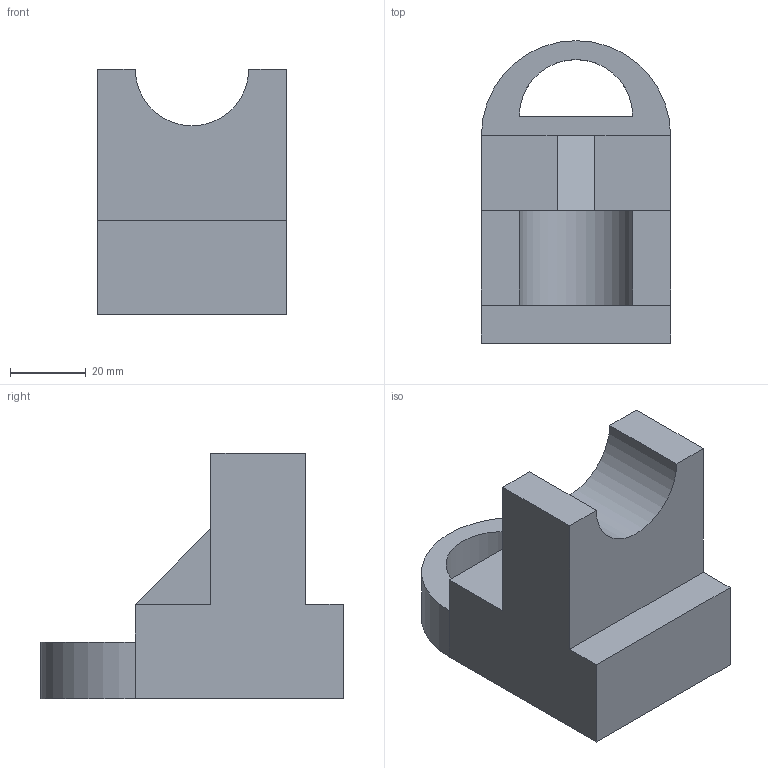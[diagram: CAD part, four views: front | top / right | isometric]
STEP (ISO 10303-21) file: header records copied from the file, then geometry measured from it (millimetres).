
FILE_DESCRIPTION (( 'STEP AP214' ), '1' );
FILE_NAME ('Part5.STEP', '2025-07-08T09:16:07', ( '' ), ( '' ), 'SwSTEP 2.0', 'SolidWorks 2024', '' );
FILE_SCHEMA (( 'AUTOMOTIVE_DESIGN' ));
Length unit declared in the file: millimetre
Products named in the file (1): Part5
Bounding box: 50 x 80 x 65 mm (x, y, z)
Volume: 121339 mm3; surface area: 19595.7 mm2
Topology: 1 solids, 1 shells, 20 faces, 50 edges, 32 vertices
Faces by surface type: plane 17, cylinder 3
Entity records: 615 total; most frequent: CARTESIAN_POINT 103, ORIENTED_EDGE 100, DIRECTION 98, EDGE_CURVE 50, LINE 44, VECTOR 44, VERTEX_POINT 32, AXIS2_PLACEMENT_3D 27
